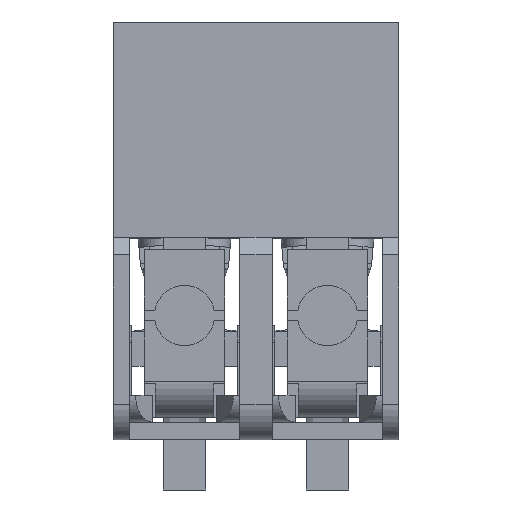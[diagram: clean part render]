
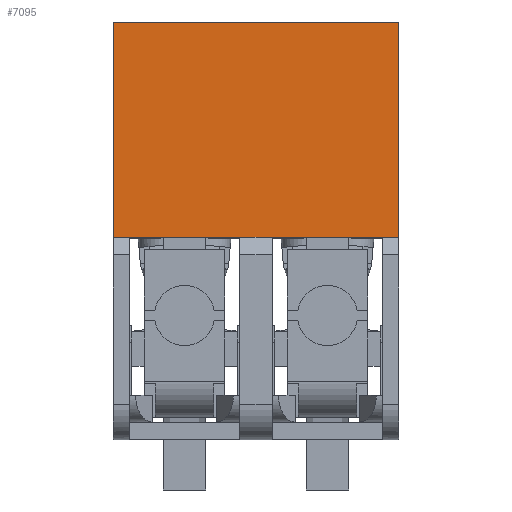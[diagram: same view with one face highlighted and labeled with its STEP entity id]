
A CAD part, front view. The second image highlights one B-rep face of the part: STEP entity #7095.
In plain terms, the highlighted planar face has unit normal (0, -1, 0).
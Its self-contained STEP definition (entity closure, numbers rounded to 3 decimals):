
#567=ORIENTED_EDGE('',*,*,#2610,.T.);
#568=ORIENTED_EDGE('',*,*,#2607,.T.);
#569=ORIENTED_EDGE('',*,*,#2590,.F.);
#570=ORIENTED_EDGE('',*,*,#2624,.T.);
#571=ORIENTED_EDGE('',*,*,#2625,.F.);
#572=ORIENTED_EDGE('',*,*,#2626,.T.);
#573=ORIENTED_EDGE('',*,*,#2627,.F.);
#574=ORIENTED_EDGE('',*,*,#2615,.F.);
#2590=EDGE_CURVE('',#3620,#3629,#4322,.T.);
#2607=EDGE_CURVE('',#3639,#3629,#4338,.T.);
#2610=EDGE_CURVE('',#3640,#3639,#4340,.T.);
#2615=EDGE_CURVE('',#3640,#3643,#4345,.T.);
#2624=EDGE_CURVE('',#3620,#3646,#4350,.T.);
#2625=EDGE_CURVE('',#3647,#3646,#4351,.T.);
#2626=EDGE_CURVE('',#3647,#3648,#4352,.T.);
#2627=EDGE_CURVE('',#3643,#3648,#4353,.T.);
#3620=VERTEX_POINT('',#10280);
#3629=VERTEX_POINT('',#10301);
#3639=VERTEX_POINT('',#10333);
#3640=VERTEX_POINT('',#10338);
#3643=VERTEX_POINT('',#10347);
#3646=VERTEX_POINT('',#10365);
#3647=VERTEX_POINT('',#10367);
#3648=VERTEX_POINT('',#10369);
#4322=LINE('',#10300,#5230);
#4338=LINE('',#10332,#5246);
#4340=LINE('',#10337,#5248);
#4345=LINE('',#10346,#5253);
#4350=LINE('',#10364,#5258);
#4351=LINE('',#10366,#5259);
#4352=LINE('',#10368,#5260);
#4353=LINE('',#10370,#5261);
#5230=VECTOR('',#8248,1000.);
#5246=VECTOR('',#8276,1000.);
#5248=VECTOR('',#8282,1000.);
#5253=VECTOR('',#8289,1000.);
#5258=VECTOR('',#8314,1000.);
#5259=VECTOR('',#8315,1000.);
#5260=VECTOR('',#8316,1000.);
#5261=VECTOR('',#8317,1000.);
#6008=EDGE_LOOP('',(#567,#568,#569,#570,#571,#572,#573,#574));
#6396=FACE_BOUND('',#6008,.T.);
#6778=PLANE('',#7536);
#7095=ADVANCED_FACE('',(#6396),#6778,.T.);
#7536=AXIS2_PLACEMENT_3D('',#10363,#8312,#8313);
#8248=DIRECTION('',(-1.,0.,0.));
#8276=DIRECTION('',(1.,0.,0.));
#8282=DIRECTION('',(0.,0.,-1.));
#8289=DIRECTION('',(1.,0.,0.));
#8312=DIRECTION('',(0.,-1.,0.));
#8313=DIRECTION('',(0.,0.,-1.));
#8314=DIRECTION('',(1.,0.,0.));
#8315=DIRECTION('',(-1.,0.,0.));
#8316=DIRECTION('',(1.,0.,0.));
#8317=DIRECTION('',(0.,0.,-1.));
#10280=CARTESIAN_POINT('',(1.55,-1.835,5.68));
#10300=CARTESIAN_POINT('',(-4.423,-1.835,5.68));
#10301=CARTESIAN_POINT('',(-1.55,-1.835,5.68));
#10332=CARTESIAN_POINT('',(-4.423,-1.835,5.68));
#10333=CARTESIAN_POINT('',(-2.,-1.835,5.68));
#10337=CARTESIAN_POINT('',(-2.,-1.835,11.7));
#10338=CARTESIAN_POINT('',(-2.,-1.835,11.7));
#10346=CARTESIAN_POINT('',(-4.423,-1.835,11.7));
#10347=CARTESIAN_POINT('',(6.,-1.835,11.7));
#10363=CARTESIAN_POINT('',(-4.423,-1.835,11.7));
#10364=CARTESIAN_POINT('',(-4.423,-1.835,5.68));
#10365=CARTESIAN_POINT('',(2.45,-1.835,5.68));
#10366=CARTESIAN_POINT('',(-0.423,-1.835,5.68));
#10367=CARTESIAN_POINT('',(5.55,-1.835,5.68));
#10368=CARTESIAN_POINT('',(-0.423,-1.835,5.68));
#10369=CARTESIAN_POINT('',(6.,-1.835,5.68));
#10370=CARTESIAN_POINT('',(6.,-1.835,11.7));
